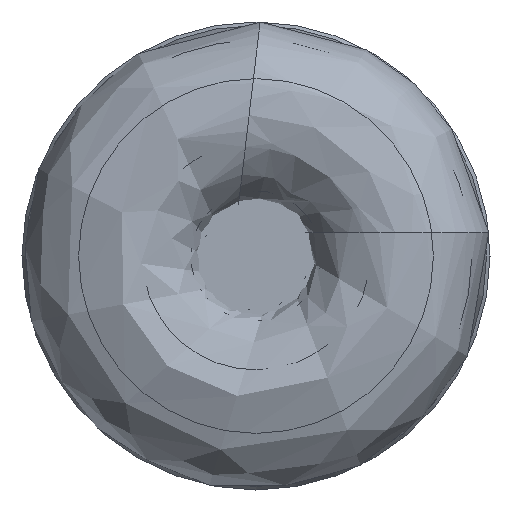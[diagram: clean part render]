
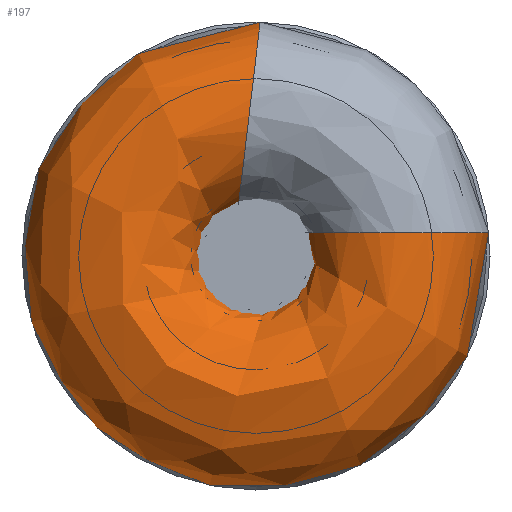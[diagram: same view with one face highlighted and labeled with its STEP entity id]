
A CAD part, left-side view. The second image highlights one B-rep face of the part: STEP entity #197.
In plain terms, the highlighted free-form (B-spline) face has degree [3, 3] with [7, 7] control points.
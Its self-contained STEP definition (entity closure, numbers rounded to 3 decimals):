
#197=ADVANCED_FACE('',(#218,#219),#216,.F.);
#216=(
BOUNDED_SURFACE()
B_SPLINE_SURFACE(3,3,((#485,#486,#487,#488,#489,#490,#491),(#492,#493,#494,
#495,#496,#497,#498),(#499,#500,#501,#502,#503,#504,#505),(#506,#507,#508,
#509,#510,#511,#512),(#513,#514,#515,#516,#517,#518,#519),(#520,#521,#522,
#523,#524,#525,#526),(#527,#528,#529,#530,#531,#532,#533)),
 .UNSPECIFIED.,.T.,.F.,.F.)
B_SPLINE_SURFACE_WITH_KNOTS((1,3,3,3,1),(4,3,4),(-0.5,0.,0.5,1.,1.5),(0.,
0.5,1.),.UNSPECIFIED.)
GEOMETRIC_REPRESENTATION_ITEM()
RATIONAL_B_SPLINE_SURFACE(((1.,0.57,0.57,1.,0.57,
0.57,1.),(0.333,0.19,0.19,
0.333,0.19,0.19,0.333),
(0.333,0.19,0.19,0.333,
0.19,0.19,0.333),(1.,0.57,
0.57,1.,0.57,0.57,1.),(0.333,
0.19,0.19,0.333,0.19,
0.19,0.333),(0.333,0.19,
0.19,0.333,0.19,0.19,
0.333),(1.,0.57,0.57,1.,0.57,
0.57,1.)))
REPRESENTATION_ITEM('')
SURFACE()
);
#218=FACE_BOUND('',#252,.T.);
#219=FACE_BOUND('',#253,.T.);
#252=EDGE_LOOP('',(#288));
#253=EDGE_LOOP('',(#289));
#288=ORIENTED_EDGE('',*,*,#342,.T.);
#289=ORIENTED_EDGE('',*,*,#343,.F.);
#324=VERTEX_POINT('',#482);
#325=VERTEX_POINT('',#484);
#342=EDGE_CURVE('',#324,#324,#360,.T.);
#343=EDGE_CURVE('',#325,#325,#361,.T.);
#360=CIRCLE('',#379,4.);
#361=CIRCLE('',#380,4.);
#379=AXIS2_PLACEMENT_3D('',#481,#413,#414);
#380=AXIS2_PLACEMENT_3D('',#483,#415,#416);
#413=DIRECTION('',(0.,0.993,0.118));
#414=DIRECTION('',(1.,0.,0.));
#415=DIRECTION('',(0.,0.,1.));
#416=DIRECTION('',(1.,0.,0.));
#481=CARTESIAN_POINT('',(4.,0.293,6.026));
#482=CARTESIAN_POINT('',(8.,0.293,6.026));
#483=CARTESIAN_POINT('',(4.,-5.95,1.));
#484=CARTESIAN_POINT('',(8.,-5.95,1.));
#485=CARTESIAN_POINT('',(8.,-5.95,1.));
#486=CARTESIAN_POINT('',(8.,-7.043,-5.503));
#487=CARTESIAN_POINT('',(8.,-1.353,-8.835));
#488=CARTESIAN_POINT('',(8.,3.784,-4.7));
#489=CARTESIAN_POINT('',(8.,8.92,-0.564));
#490=CARTESIAN_POINT('',(8.,6.879,5.706));
#491=CARTESIAN_POINT('',(8.,0.293,6.026));
#492=CARTESIAN_POINT('',(8.,2.05,1.));
#493=CARTESIAN_POINT('',(8.,0.957,3.241));
#494=CARTESIAN_POINT('',(8.,-1.526,3.015));
#495=CARTESIAN_POINT('',(8.,-2.197,0.614));
#496=CARTESIAN_POINT('',(8.,-2.868,-1.787));
#497=CARTESIAN_POINT('',(8.,-0.862,-3.267));
#498=CARTESIAN_POINT('',(8.,1.234,-1.918));
#499=CARTESIAN_POINT('',(0.,2.05,1.));
#500=CARTESIAN_POINT('',(0.,0.957,3.241));
#501=CARTESIAN_POINT('',(0.,-1.526,3.015));
#502=CARTESIAN_POINT('',(0.,-2.197,0.614));
#503=CARTESIAN_POINT('',(0.,-2.868,-1.787));
#504=CARTESIAN_POINT('',(0.,-0.862,-3.267));
#505=CARTESIAN_POINT('',(0.,1.234,-1.918));
#506=CARTESIAN_POINT('',(0.,-5.95,1.));
#507=CARTESIAN_POINT('',(0.,-7.043,-5.503));
#508=CARTESIAN_POINT('',(0.,-1.353,-8.835));
#509=CARTESIAN_POINT('',(0.,3.784,-4.7));
#510=CARTESIAN_POINT('',(0.,8.92,-0.564));
#511=CARTESIAN_POINT('',(0.,6.879,5.706));
#512=CARTESIAN_POINT('',(0.,0.293,6.026));
#513=CARTESIAN_POINT('',(0.,-13.95,1.));
#514=CARTESIAN_POINT('',(0.,-15.043,-14.246));
#515=CARTESIAN_POINT('',(0.,-1.18,-20.684));
#516=CARTESIAN_POINT('',(0.,9.764,-10.013));
#517=CARTESIAN_POINT('',(0.,20.708,0.658));
#518=CARTESIAN_POINT('',(0.,14.621,14.679));
#519=CARTESIAN_POINT('',(0.,-0.648,13.971));
#520=CARTESIAN_POINT('',(8.,-13.95,1.));
#521=CARTESIAN_POINT('',(8.,-15.043,-14.246));
#522=CARTESIAN_POINT('',(8.,-1.18,-20.684));
#523=CARTESIAN_POINT('',(8.,9.764,-10.013));
#524=CARTESIAN_POINT('',(8.,20.708,0.658));
#525=CARTESIAN_POINT('',(8.,14.621,14.679));
#526=CARTESIAN_POINT('',(8.,-0.648,13.971));
#527=CARTESIAN_POINT('',(8.,-5.95,1.));
#528=CARTESIAN_POINT('',(8.,-7.043,-5.503));
#529=CARTESIAN_POINT('',(8.,-1.353,-8.835));
#530=CARTESIAN_POINT('',(8.,3.784,-4.7));
#531=CARTESIAN_POINT('',(8.,8.92,-0.564));
#532=CARTESIAN_POINT('',(8.,6.879,5.706));
#533=CARTESIAN_POINT('',(8.,0.293,6.026));
